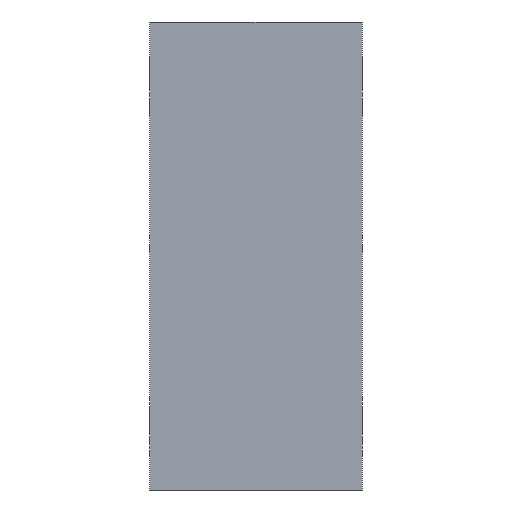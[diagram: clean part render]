
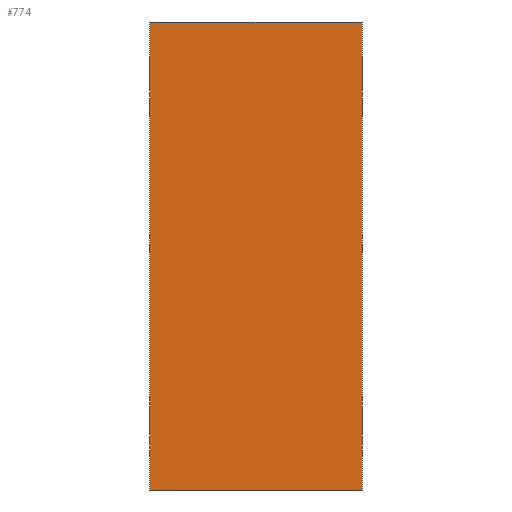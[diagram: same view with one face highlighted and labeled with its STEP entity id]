
A CAD part, front view. The second image highlights one B-rep face of the part: STEP entity #774.
In plain terms, the highlighted planar face has unit normal (0, -1, 0).
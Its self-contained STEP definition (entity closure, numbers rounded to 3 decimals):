
#22 = EDGE_CURVE ( 'NONE', #387, #382, #240, .T. ) ;
#24 = EDGE_CURVE ( 'NONE', #382, #383, #113, .T. ) ;
#27 = EDGE_CURVE ( 'NONE', #380, #383, #261, .T. ) ;
#28 = EDGE_CURVE ( 'NONE', #380, #387, #264, .T. ) ;
#81 = AXIS2_PLACEMENT_3D ( 'NONE', #638, #639, #640 ) ;
#113 = LINE ( 'NONE', #438, #258 ) ;
#133 = EDGE_LOOP ( 'NONE', ( #193, #194, #195, #196 ) ) ;
#193 = ORIENTED_EDGE ( 'NONE', *, *, #27, .T. ) ;
#194 = ORIENTED_EDGE ( 'NONE', *, *, #24, .F. ) ;
#195 = ORIENTED_EDGE ( 'NONE', *, *, #22, .F. ) ;
#196 = ORIENTED_EDGE ( 'NONE', *, *, #28, .F. ) ;
#240 = LINE ( 'NONE', #433, #256 ) ;
#256 = VECTOR ( 'NONE', #434, 1000. ) ;
#258 = VECTOR ( 'NONE', #439, 1000. ) ;
#260 = VECTOR ( 'NONE', #500, 1000. ) ;
#261 = LINE ( 'NONE', #496, #262 ) ;
#262 = VECTOR ( 'NONE', #497, 1000. ) ;
#264 = LINE ( 'NONE', #498, #260 ) ;
#330 = FACE_OUTER_BOUND ( 'NONE', #133, .T. ) ;
#380 = VERTEX_POINT ( 'NONE', #591 ) ;
#382 = VERTEX_POINT ( 'NONE', #596 ) ;
#383 = VERTEX_POINT ( 'NONE', #594 ) ;
#387 = VERTEX_POINT ( 'NONE', #572 ) ;
#433 = CARTESIAN_POINT ( 'NONE',  ( 0., -15., 22. ) ) ;
#434 = DIRECTION ( 'NONE',  ( 1., 0., 0. ) ) ;
#438 = CARTESIAN_POINT ( 'NONE',  ( 10., -15., 0. ) ) ;
#439 = DIRECTION ( 'NONE',  ( 0., 0., -1. ) ) ;
#496 = CARTESIAN_POINT ( 'NONE',  ( 0., -15., -22. ) ) ;
#497 = DIRECTION ( 'NONE',  ( 1., 0., 0. ) ) ;
#498 = CARTESIAN_POINT ( 'NONE',  ( -10., -15., 0. ) ) ;
#500 = DIRECTION ( 'NONE',  ( 0., 0., 1. ) ) ;
#572 = CARTESIAN_POINT ( 'NONE',  ( -10., -15., 22. ) ) ;
#591 = CARTESIAN_POINT ( 'NONE',  ( -10., -15., -22. ) ) ;
#594 = CARTESIAN_POINT ( 'NONE',  ( 10., -15., -22. ) ) ;
#596 = CARTESIAN_POINT ( 'NONE',  ( 10., -15., 22. ) ) ;
#636 = PLANE ( 'NONE',  #81 ) ;
#638 = CARTESIAN_POINT ( 'NONE',  ( 10., -15., 0. ) ) ;
#639 = DIRECTION ( 'NONE',  ( 0., -1., 0. ) ) ;
#640 = DIRECTION ( 'NONE',  ( 0., 0., -1. ) ) ;
#774 = ADVANCED_FACE ( 'NONE', ( #330 ), #636, .T. ) ;
